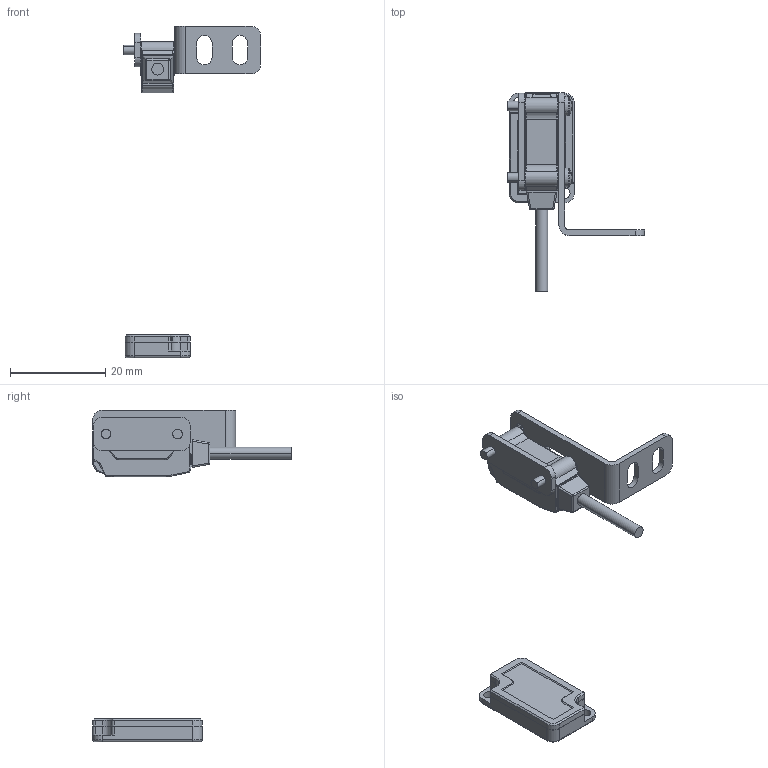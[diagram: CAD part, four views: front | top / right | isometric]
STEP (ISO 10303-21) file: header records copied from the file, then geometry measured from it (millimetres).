
FILE_DESCRIPTION (( 'STEP AP214' ), '1' );
FILE_NAME ('BTS200-MDTL_BTS200-MDTL-P_BTS200-MDTD_BTS200-MDTD-P.STEP', '2025-01-28T14:58:58', ( '' ), ( '' ), 'SwSTEP 2.0', 'SolidWorks 2024', '' );
FILE_SCHEMA (( 'AUTOMOTIVE_DESIGN' ));
Length unit declared in the file: inch
Products named in the file (3): BTS200-MDTL_BTS200-MDTL-P_BTS200-MDTD_BTS200-MDTD-P; BTS200-MDTL_BTS200-MDTL-P_BTS200-MDTD_BTS200-MDTD-P_SENDER; BTS200-MDTL_BTS200-MDTL-P_BTS200-MDTD_BTS200-MDTD-P_REFLECTOR
Assembly tree (2 placements, depth 2):
  BTS200-MDTL_BTS200-MDTL-P_BTS200-MDTD_BTS200-MDTD-P
    BTS200-MDTL_BTS200-MDTL-P_BTS200-MDTD_BTS200-MDTD-P_SENDER
    BTS200-MDTL_BTS200-MDTL-P_BTS200-MDTD_BTS200-MDTD-P_REFLECTOR
Bounding box: 28.8 x 41.68 x 69.6 mm (x, y, z)
Volume: 3577.6 mm3; surface area: 3659.8 mm2
Topology: 6 solids, 6 shells, 932 faces, 2486 edges, 1606 vertices
Faces by surface type: plane 591, cylinder 187, bspline 65, torus 44, cone 35, sphere 10
Entity records: 31338 total; most frequent: CARTESIAN_POINT 8150, ORIENTED_EDGE 4956, DIRECTION 4542, EDGE_CURVE 2478, LINE 1766, VECTOR 1766, VERTEX_POINT 1606, AXIS2_PLACEMENT_3D 1388
